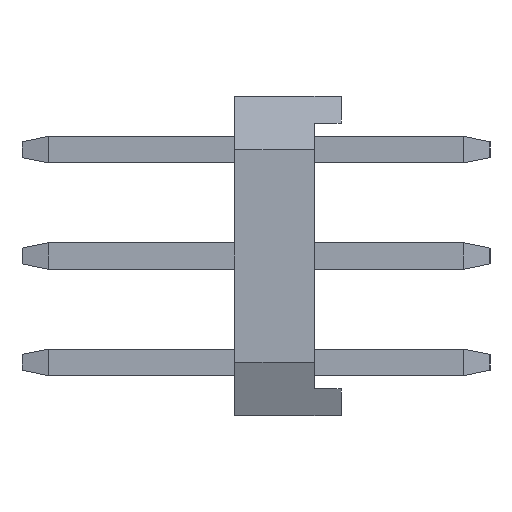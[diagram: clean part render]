
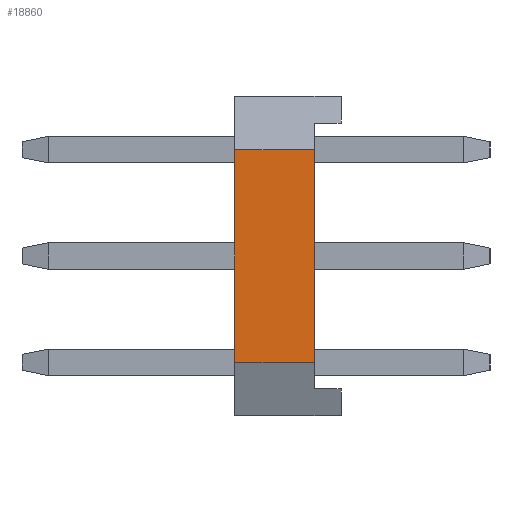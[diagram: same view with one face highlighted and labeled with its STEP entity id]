
A CAD part, left-side view. The second image highlights one B-rep face of the part: STEP entity #18860.
In plain terms, the highlighted planar face has unit normal (-1, 0, 0).
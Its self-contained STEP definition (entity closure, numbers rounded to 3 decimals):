
#10833=CARTESIAN_POINT('',(-1.,0.5,-2.));
#10834=VERTEX_POINT('',#10833);
#10841=CARTESIAN_POINT('',(-1.,2.,-2.));
#10842=VERTEX_POINT('',#10841);
#10843=CARTESIAN_POINT('',(-1.,0.5,-2.));
#10844=DIRECTION('',(0.,1.,0.));
#10845=VECTOR('',#10844,1.5);
#10846=LINE('',#10843,#10845);
#10847=EDGE_CURVE('',#10834,#10842,#10846,.T.);
#18814=CARTESIAN_POINT('',(-1.,2.,2.));
#18815=VERTEX_POINT('',#18814);
#18822=CARTESIAN_POINT('',(-1.,0.5,2.));
#18823=VERTEX_POINT('',#18822);
#18824=CARTESIAN_POINT('',(-1.,2.,2.));
#18825=DIRECTION('',(0.,-1.,0.));
#18826=VECTOR('',#18825,1.5);
#18827=LINE('',#18824,#18826);
#18828=EDGE_CURVE('',#18815,#18823,#18827,.T.);
#18839=CARTESIAN_POINT('',(-1.,0.,-3.));
#18840=DIRECTION('',(0.,0.,1.));
#18841=DIRECTION('',(-1.,0.,0.));
#18842=AXIS2_PLACEMENT_3D('',#18839,#18841,#18840);
#18843=PLANE('',#18842);
#18844=ORIENTED_EDGE('',*,*,#18828,.F.);
#18845=CARTESIAN_POINT('',(-1.,2.,-2.));
#18846=DIRECTION('',(0.,0.,1.));
#18847=VECTOR('',#18846,4.);
#18848=LINE('',#18845,#18847);
#18849=EDGE_CURVE('',#10842,#18815,#18848,.T.);
#18850=ORIENTED_EDGE('',*,*,#18849,.F.);
#18851=ORIENTED_EDGE('',*,*,#10847,.F.);
#18852=CARTESIAN_POINT('',(-1.,0.5,2.));
#18853=DIRECTION('',(0.,0.,-1.));
#18854=VECTOR('',#18853,4.);
#18855=LINE('',#18852,#18854);
#18856=EDGE_CURVE('',#18823,#10834,#18855,.T.);
#18857=ORIENTED_EDGE('',*,*,#18856,.F.);
#18858=EDGE_LOOP('',(#18844,#18850,#18851,#18857));
#18859=FACE_OUTER_BOUND('',#18858,.T.);
#18860=ADVANCED_FACE('',(#18859),#18843,.T.);
